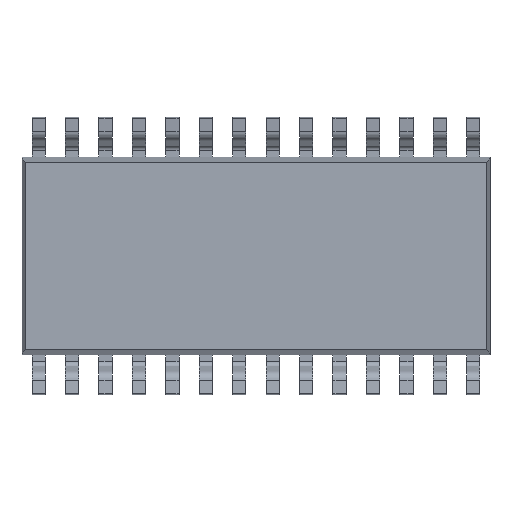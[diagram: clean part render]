
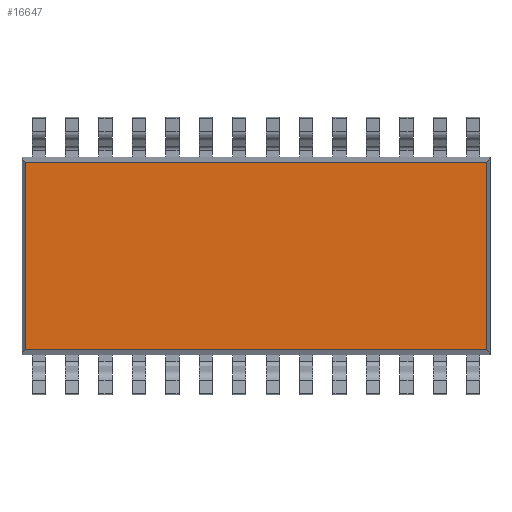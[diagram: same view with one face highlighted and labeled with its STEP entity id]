
A CAD part, front view. The second image highlights one B-rep face of the part: STEP entity #16647.
In plain terms, the highlighted planar face has unit normal (0, -1, 0).
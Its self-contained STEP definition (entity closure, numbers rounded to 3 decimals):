
#666 = CARTESIAN_POINT ( 'NONE',  ( -8.769, -1.102, -0.045 ) ) ;
#887 = EDGE_CURVE ( 'NONE', #4016, #8855, #7635, .T. ) ;
#1458 = DIRECTION ( 'NONE',  ( 0., 0., 1. ) ) ;
#1463 = LINE ( 'NONE', #7676, #11806 ) ;
#2043 = CARTESIAN_POINT ( 'NONE',  ( 8.887, -1.102, -0.045 ) ) ;
#2578 = VECTOR ( 'NONE', #8477, 1000. ) ;
#4016 = VERTEX_POINT ( 'NONE', #16934 ) ;
#4879 = ORIENTED_EDGE ( 'NONE', *, *, #19327, .T. ) ;
#5840 = ORIENTED_EDGE ( 'NONE', *, *, #16420, .T. ) ;
#6935 = FACE_OUTER_BOUND ( 'NONE', #13612, .T. ) ;
#7624 = CARTESIAN_POINT ( 'NONE',  ( 8.769, -1.102, 3.516 ) ) ;
#7635 = LINE ( 'NONE', #18707, #12073 ) ;
#7676 = CARTESIAN_POINT ( 'NONE',  ( 8.887, -1.102, 3.516 ) ) ;
#8002 = VERTEX_POINT ( 'NONE', #20100 ) ;
#8242 = DIRECTION ( 'NONE',  ( 0., -1., 0. ) ) ;
#8477 = DIRECTION ( 'NONE',  ( 0., 0., -1. ) ) ;
#8855 = VERTEX_POINT ( 'NONE', #16721 ) ;
#8877 = LINE ( 'NONE', #13446, #15726 ) ;
#10972 = DIRECTION ( 'NONE',  ( 1., 0., 0. ) ) ;
#11806 = VECTOR ( 'NONE', #12238, 1000. ) ;
#12073 = VECTOR ( 'NONE', #10972, 1000. ) ;
#12238 = DIRECTION ( 'NONE',  ( -1., 0., 0. ) ) ;
#12651 = VERTEX_POINT ( 'NONE', #7624 ) ;
#13061 = EDGE_CURVE ( 'NONE', #12651, #8002, #1463, .T. ) ;
#13446 = CARTESIAN_POINT ( 'NONE',  ( 8.769, -1.102, -0.045 ) ) ;
#13540 = ORIENTED_EDGE ( 'NONE', *, *, #13061, .T. ) ;
#13612 = EDGE_LOOP ( 'NONE', ( #4879, #17994, #5840, #13540 ) ) ;
#14428 = DIRECTION ( 'NONE',  ( 0., 0., -1. ) ) ;
#15726 = VECTOR ( 'NONE', #1458, 1000. ) ;
#15984 = PLANE ( 'NONE',  #19022 ) ;
#16420 = EDGE_CURVE ( 'NONE', #8855, #12651, #8877, .T. ) ;
#16647 = ADVANCED_FACE ( 'NONE', ( #6935 ), #15984, .T. ) ;
#16721 = CARTESIAN_POINT ( 'NONE',  ( 8.769, -1.102, -3.605 ) ) ;
#16934 = CARTESIAN_POINT ( 'NONE',  ( -8.769, -1.102, -3.605 ) ) ;
#17994 = ORIENTED_EDGE ( 'NONE', *, *, #887, .T. ) ;
#18707 = CARTESIAN_POINT ( 'NONE',  ( 8.887, -1.102, -3.605 ) ) ;
#18994 = LINE ( 'NONE', #666, #2578 ) ;
#19022 = AXIS2_PLACEMENT_3D ( 'NONE', #2043, #8242, #14428 ) ;
#19327 = EDGE_CURVE ( 'NONE', #8002, #4016, #18994, .T. ) ;
#20100 = CARTESIAN_POINT ( 'NONE',  ( -8.769, -1.102, 3.516 ) ) ;
